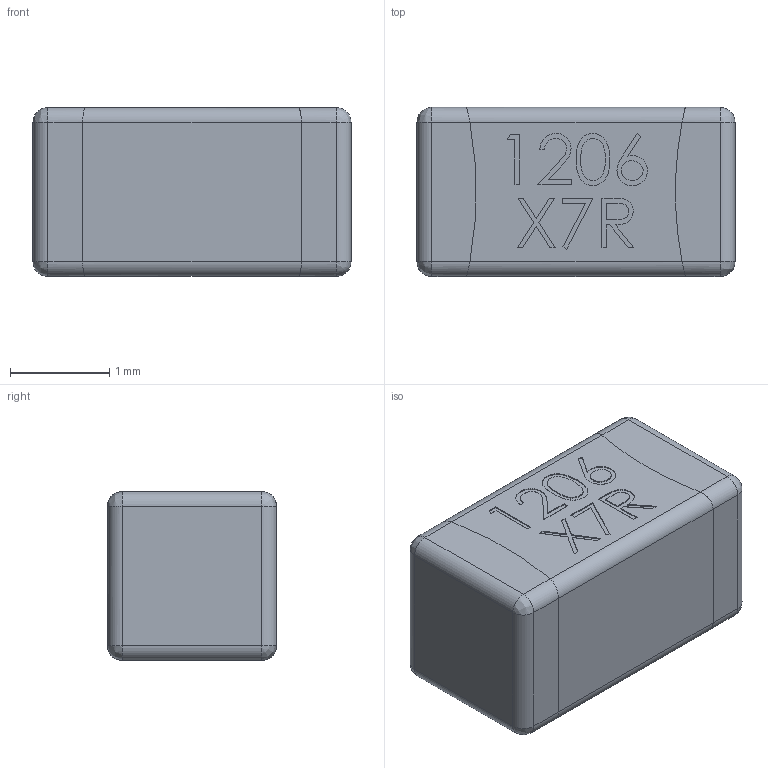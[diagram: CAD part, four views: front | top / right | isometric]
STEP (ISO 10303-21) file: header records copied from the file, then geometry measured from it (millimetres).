
FILE_DESCRIPTION (( 'STEP AP214' ), '1' );
FILE_NAME ('C1206.STEP', '2017-12-25T03:28:32', ( 'Sky123.Org' ), ( 'Sky123.Org' ), 'SwSTEP 2.0', 'SolidWorks 2013', '' );
FILE_SCHEMA (( 'AUTOMOTIVE_DESIGN' ));
Length unit declared in the file: millimetre
Products named in the file (1): C1206
Bounding box: 3.2 x 1.7 x 1.7 mm (x, y, z)
Volume: 9.1 mm3; surface area: 37.6 mm2
Topology: 3 solids, 3 shells, 131 faces, 329 edges, 206 vertices
Faces by surface type: plane 68, bspline 37, cylinder 26
Entity records: 7492 total; most frequent: CARTESIAN_POINT 3149, ORIENTED_EDGE 642, DIRECTION 471, EDGE_CURVE 321, VECTOR 211, LINE 211, VERTEX_POINT 206, EDGE_LOOP 141
